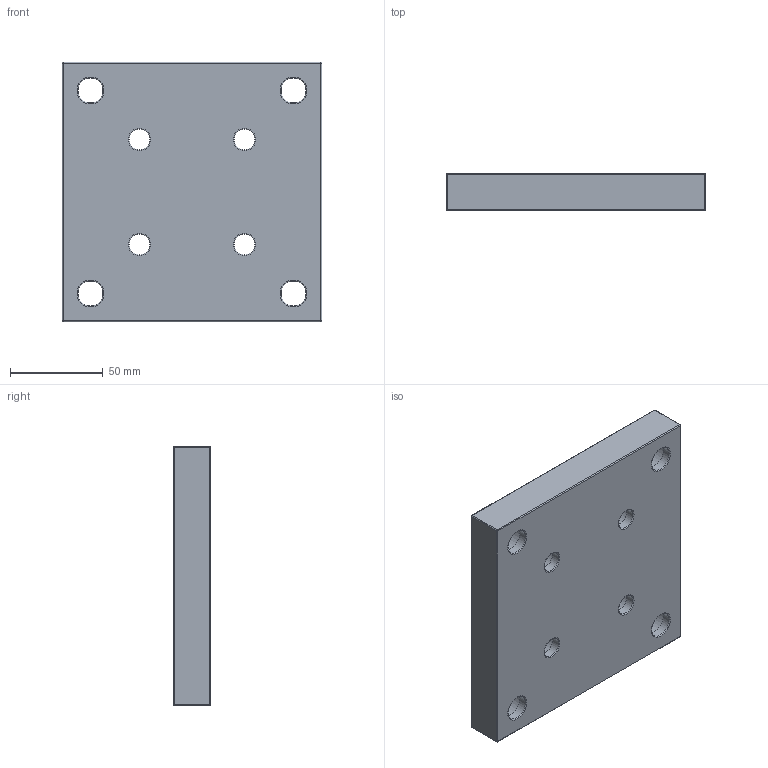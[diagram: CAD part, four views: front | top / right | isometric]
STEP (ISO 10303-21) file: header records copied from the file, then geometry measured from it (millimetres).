
FILE_DESCRIPTION (( 'STEP AP214' ), '1' );
FILE_NAME ('120Ø Baseplate.STEP', '2019-06-05T14:19:58', ( '' ), ( '' ), 'SwSTEP 2.0', 'SolidWorks 2014', '' );
FILE_SCHEMA (( 'AUTOMOTIVE_DESIGN' ));
Length unit declared in the file: millimetre
Products named in the file (1): 120Ø Baseplate
Bounding box: 140 x 20 x 140 mm (x, y, z)
Volume: 353011.9 mm3; surface area: 56772.3 mm2
Topology: 1 solids, 1 shells, 66 faces, 152 edges, 88 vertices
Faces by surface type: cylinder 28, torus 16, plane 14, sphere 8
Full cylindrical faces by diameter (mm): 11 x4, 13.5 x4, 18 x4, 20 x4
Entity records: 1570 total; most frequent: DIRECTION 302, CARTESIAN_POINT 235, ORIENTED_EDGE 192, AXIS2_PLACEMENT_3D 139, EDGE_LOOP 122, FACE_OUTER_BOUND 98, EDGE_CURVE 96, CIRCLE 72
